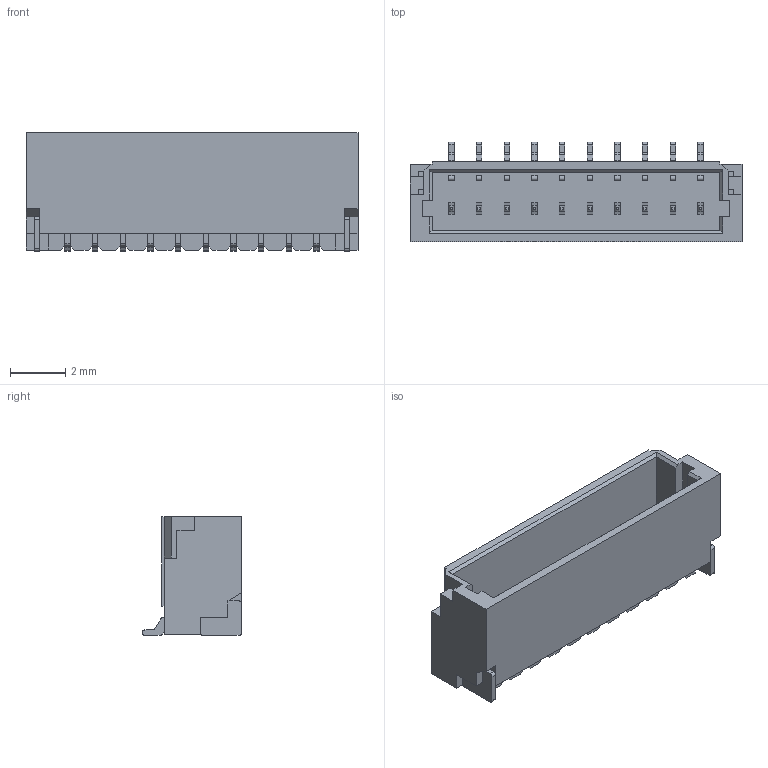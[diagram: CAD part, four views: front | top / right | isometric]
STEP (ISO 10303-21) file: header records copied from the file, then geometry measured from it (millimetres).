
FILE_DESCRIPTION(('STEP AP214'), '1');
FILE_NAME('BMxB-SRSS-TB', '', ('UNSPECIFIED'), ('UNSPECIFIED'), 'ASCON STEP Converter 1.6', 'ASCON Math Kernel', '');
FILE_SCHEMA(('AUTOMOTIVE_DESIGN { 1 0 10303 214 3 1 1}'));
Length unit declared in the file: millimetre
Bounding box: 12 x 3.6 x 4.3 mm (x, y, z)
Volume: 73.6 mm3; surface area: 389.3 mm2
Topology: 13 solids, 13 shells, 485 faces, 1428 edges, 950 vertices
Faces by surface type: plane 409, cylinder 76
Entity records: 20018 total; most frequent: CARTESIAN_POINT 2864, ORIENTED_EDGE 2856, DIRECTION 2552, EDGE_CURVE 1428, LINE 1276, VECTOR 1276, VERTEX_POINT 950, AXIS2_PLACEMENT_3D 638
